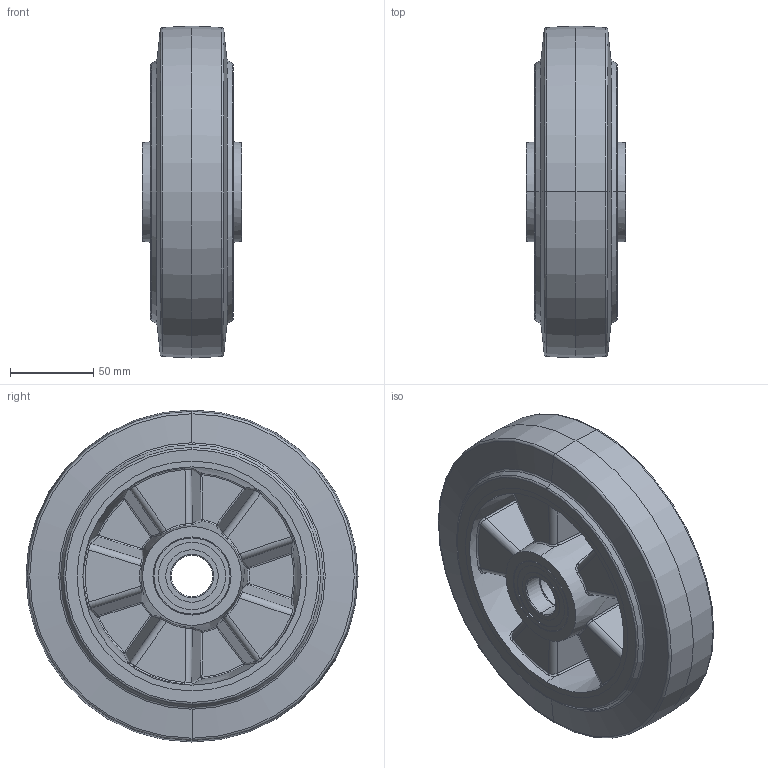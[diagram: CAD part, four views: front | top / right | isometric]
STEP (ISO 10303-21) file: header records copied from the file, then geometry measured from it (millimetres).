
FILE_DESCRIPTION (( 'STEP AP214' ), '1' );
FILE_NAME ('0016404_EGA-200-50-60-K25.step', '2017-11-17T12:09:08', ( '' ), ( '' ), 'SwSTEP 2.0', 'SolidWorks 2016', '' );
FILE_SCHEMA (( 'AUTOMOTIVE_DESIGN' ));
Length unit declared in the file: millimetre
Products named in the file (1): 0016404_EGA-200-50-60-K25
Bounding box: 60 x 200 x 200 mm (x, y, z)
Volume: 1006345.1 mm3; surface area: 201312.8 mm2
Topology: 9 solids, 9 shells, 404 faces, 852 edges, 474 vertices
Faces by surface type: cylinder 94, bspline 80, torus 76, plane 66, sphere 60, cone 28
Entity records: 18224 total; most frequent: CARTESIAN_POINT 5343, DIRECTION 1856, ORIENTED_EDGE 1704, EDGE_CURVE 852, AXIS2_PLACEMENT_3D 847, CIRCLE 522, VERTEX_POINT 474, EDGE_LOOP 430
